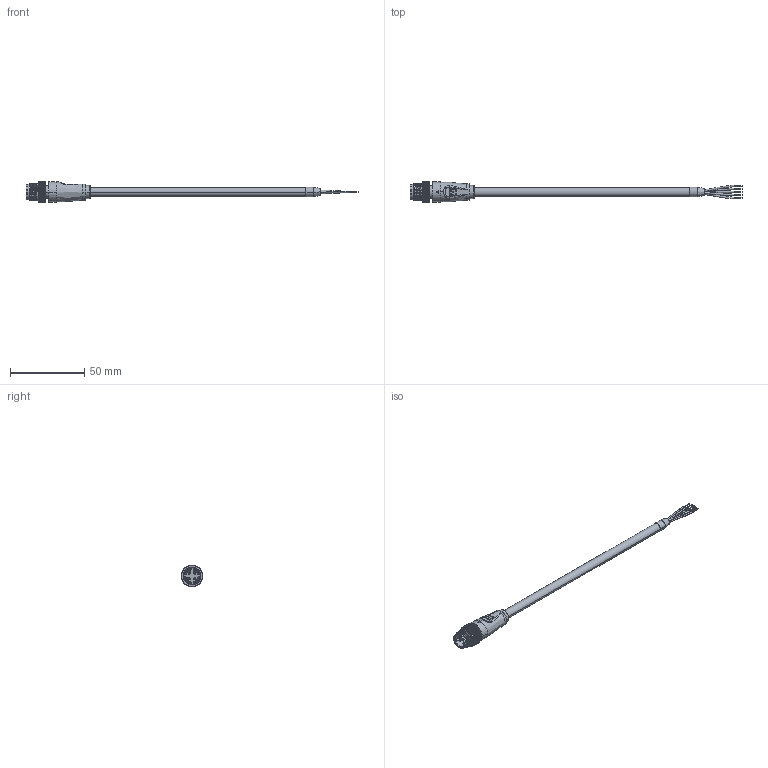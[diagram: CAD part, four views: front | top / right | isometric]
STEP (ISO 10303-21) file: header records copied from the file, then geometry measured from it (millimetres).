
FILE_DESCRIPTION (( 'STEP AP203' ), '1' );
FILE_NAME ('10-06242.step', '2025-11-11T21:39:34', ( '' ), ( '' ), 'SwSTEP 2.0', 'SolidWorks 2025', '' );
FILE_SCHEMA (( 'CONFIG_CONTROL_DESIGN' ));
Length unit declared in the file: millimetre
Products named in the file (8): 50-01029-04_默认; 50-01029-02_默认; 50-01029_默认; 50-01029-03_默认; 30-03676_s + t; 50-01029-01_默认; 24-00349_Mexico; 10-06242
Assembly tree (10 placements, depth 3):
  10-06242
    30-03676_s + t
    24-00349_Mexico
    50-01029_默认
      50-01029-01_默认
      50-01029-02_默认
      50-01029-03_默认  x4
      50-01029-04_默认
Bounding box: 223.2 x 14.5 x 14.5 mm (x, y, z)
Volume: 9286.6 mm3; surface area: 26453.5 mm2
Topology: 86 solids, 86 shells, 2792 faces, 5971 edges, 3383 vertices
Faces by surface type: bspline 1507, cylinder 823, plane 263, cone 153, torus 38, sphere 8
Entity records: 122836 total; most frequent: CARTESIAN_POINT 77095, ORIENTED_EDGE 11500, EDGE_CURVE 5750, DIRECTION 4860, B_SPLINE_CURVE_WITH_KNOTS 4211, VERTEX_POINT 3257, EDGE_LOOP 2803, FACE_OUTER_BOUND 2690
